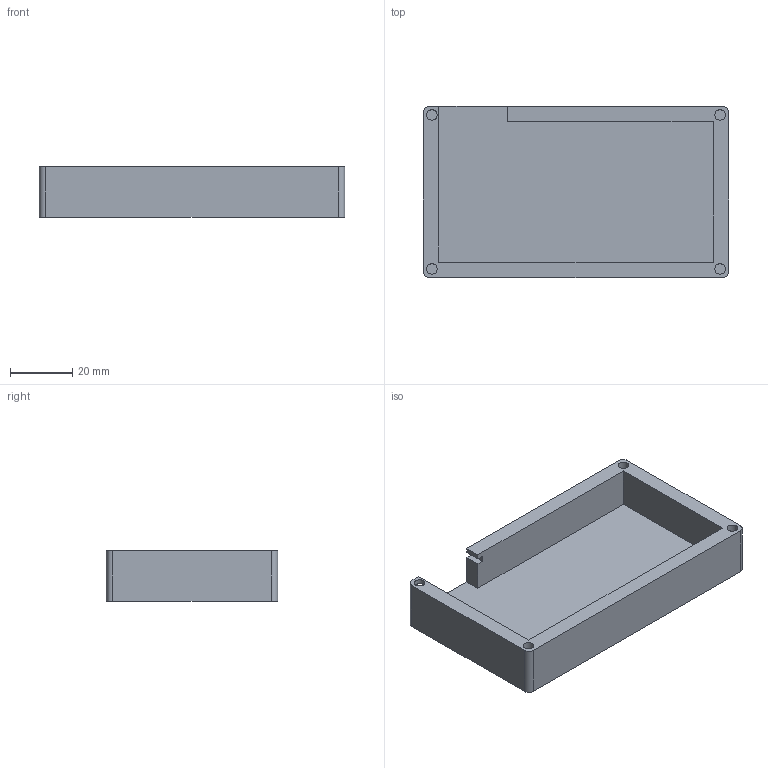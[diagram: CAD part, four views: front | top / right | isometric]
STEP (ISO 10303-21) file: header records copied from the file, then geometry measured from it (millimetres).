
FILE_DESCRIPTION(('FreeCAD Model'),'2;1');
FILE_NAME('Open CASCADE Shape Model','2026-02-06T08:54:24',(''),(''), 'Open CASCADE STEP processor 7.8','FreeCAD','Unknown');
FILE_SCHEMA(('AUTOMOTIVE_DESIGN { 1 0 10303 214 1 1 1 1 }'));
Length unit declared in the file: millimetre
Products named in the file (1): Unten
Bounding box: 98 x 55 x 16.1 mm (x, y, z)
Volume: 32870.6 mm3; surface area: 19272.1 mm2
Topology: 1 solids, 1 shells, 33 faces, 87 edges, 58 vertices
Faces by surface type: plane 25, cylinder 8
Full cylindrical faces by diameter (mm): 3.4 x4
Entity records: 1047 total; most frequent: CARTESIAN_POINT 179, DIRECTION 175, ORIENTED_EDGE 174, EDGE_CURVE 87, LINE 67, VECTOR 67, VERTEX_POINT 58, AXIS2_PLACEMENT_3D 54
